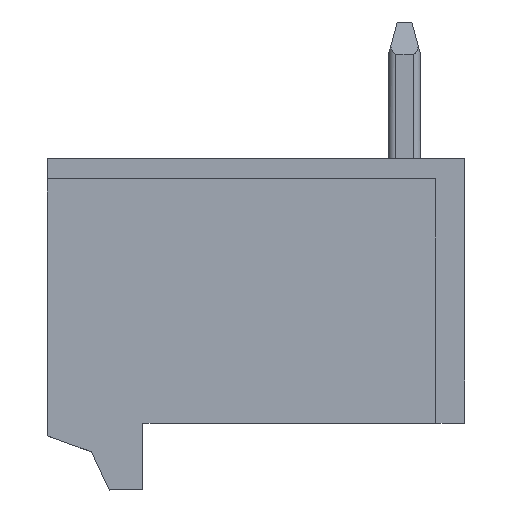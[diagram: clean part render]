
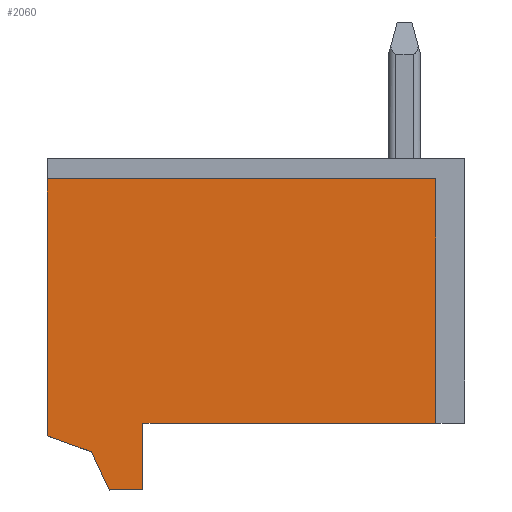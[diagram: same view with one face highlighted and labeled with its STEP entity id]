
A CAD part, left-side view. The second image highlights one B-rep face of the part: STEP entity #2060.
In plain terms, the highlighted planar face has unit normal (-1, 0, 0).
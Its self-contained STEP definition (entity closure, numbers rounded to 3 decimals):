
#2008=AXIS2_PLACEMENT_3D('Plane Axis2P3D',#2005,#2006,#2007) ;
#751=CARTESIAN_POINT('Vertex',(0.,13.1,1.7)) ;
#754=CARTESIAN_POINT('Line Origine',(0.,13.1,5.735)) ;
#758=CARTESIAN_POINT('Vertex',(0.,13.1,9.77)) ;
#1629=CARTESIAN_POINT('Vertex',(0.,11.726,1.2)) ;
#1632=CARTESIAN_POINT('Line Origine',(0.,12.413,1.45)) ;
#2005=CARTESIAN_POINT('Axis2P3D Location',(0.,7.,5.935)) ;
#2010=CARTESIAN_POINT('Line Origine',(0.,11.446,0.6)) ;
#2014=CARTESIAN_POINT('Vertex',(0.,11.167,0.)) ;
#2017=CARTESIAN_POINT('Line Origine',(0.,10.633,0.)) ;
#2021=CARTESIAN_POINT('Vertex',(0.,10.1,0.)) ;
#2024=CARTESIAN_POINT('Line Origine',(0.,10.1,1.05)) ;
#2028=CARTESIAN_POINT('Vertex',(0.,10.1,2.1)) ;
#2031=CARTESIAN_POINT('Line Origine',(0.,5.5,2.1)) ;
#2035=CARTESIAN_POINT('Vertex',(0.,0.9,2.1)) ;
#2038=CARTESIAN_POINT('Line Origine',(0.,0.9,5.935)) ;
#2042=CARTESIAN_POINT('Vertex',(0.,0.9,9.77)) ;
#2045=CARTESIAN_POINT('Line Origine',(0.,7.,9.77)) ;
#755=DIRECTION('Vector Direction',(0.,0.,1.)) ;
#1633=DIRECTION('Vector Direction',(0.,-0.94,-0.342)) ;
#2006=DIRECTION('Axis2P3D Direction',(1.,0.,0.)) ;
#2007=DIRECTION('Axis2P3D XDirection',(0.,-1.,0.)) ;
#2011=DIRECTION('Vector Direction',(0.,-0.423,-0.906)) ;
#2018=DIRECTION('Vector Direction',(0.,-1.,0.)) ;
#2025=DIRECTION('Vector Direction',(0.,0.,1.)) ;
#2032=DIRECTION('Vector Direction',(0.,-1.,0.)) ;
#2039=DIRECTION('Vector Direction',(0.,0.,1.)) ;
#2046=DIRECTION('Vector Direction',(0.,-1.,0.)) ;
#756=VECTOR('Line Direction',#755,1.) ;
#1634=VECTOR('Line Direction',#1633,1.) ;
#2012=VECTOR('Line Direction',#2011,1.) ;
#2019=VECTOR('Line Direction',#2018,1.) ;
#2026=VECTOR('Line Direction',#2025,1.) ;
#2033=VECTOR('Line Direction',#2032,1.) ;
#2040=VECTOR('Line Direction',#2039,1.) ;
#2047=VECTOR('Line Direction',#2046,1.) ;
#2051=ORIENTED_EDGE('',*,*,#2016,.T.) ;
#2052=ORIENTED_EDGE('',*,*,#2023,.T.) ;
#2053=ORIENTED_EDGE('',*,*,#2030,.T.) ;
#2054=ORIENTED_EDGE('',*,*,#2037,.T.) ;
#2055=ORIENTED_EDGE('',*,*,#2044,.T.) ;
#2056=ORIENTED_EDGE('',*,*,#2049,.F.) ;
#2057=ORIENTED_EDGE('',*,*,#760,.F.) ;
#2058=ORIENTED_EDGE('',*,*,#1636,.T.) ;
#2060=ADVANCED_FACE('V1',(#2059),#2009,.F.) ;
#760=EDGE_CURVE('',#752,#759,#757,.T.) ;
#1636=EDGE_CURVE('',#752,#1630,#1635,.T.) ;
#2016=EDGE_CURVE('',#1630,#2015,#2013,.T.) ;
#2023=EDGE_CURVE('',#2015,#2022,#2020,.T.) ;
#2030=EDGE_CURVE('',#2022,#2029,#2027,.T.) ;
#2037=EDGE_CURVE('',#2029,#2036,#2034,.T.) ;
#2044=EDGE_CURVE('',#2036,#2043,#2041,.T.) ;
#2049=EDGE_CURVE('',#759,#2043,#2048,.T.) ;
#2050=EDGE_LOOP('',(#2051,#2052,#2053,#2054,#2055,#2056,#2057,#2058)) ;
#2059=FACE_OUTER_BOUND('',#2050,.T.) ;
#757=LINE('Line',#754,#756) ;
#1635=LINE('Line',#1632,#1634) ;
#2013=LINE('Line',#2010,#2012) ;
#2020=LINE('Line',#2017,#2019) ;
#2027=LINE('Line',#2024,#2026) ;
#2034=LINE('Line',#2031,#2033) ;
#2041=LINE('Line',#2038,#2040) ;
#2048=LINE('Line',#2045,#2047) ;
#2009=PLANE('',#2008) ;
#752=VERTEX_POINT('',#751) ;
#759=VERTEX_POINT('',#758) ;
#1630=VERTEX_POINT('',#1629) ;
#2015=VERTEX_POINT('',#2014) ;
#2022=VERTEX_POINT('',#2021) ;
#2029=VERTEX_POINT('',#2028) ;
#2036=VERTEX_POINT('',#2035) ;
#2043=VERTEX_POINT('',#2042) ;
